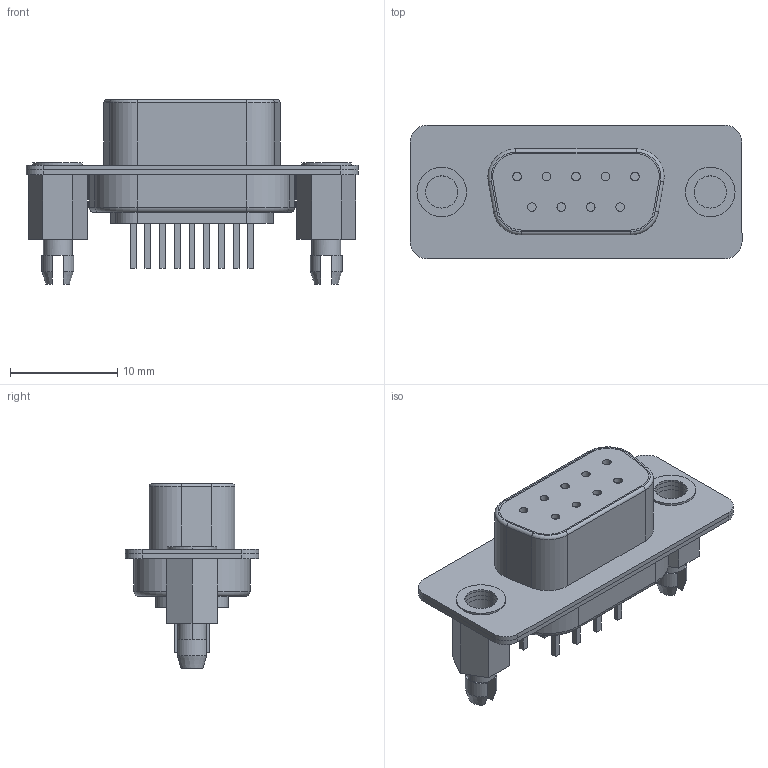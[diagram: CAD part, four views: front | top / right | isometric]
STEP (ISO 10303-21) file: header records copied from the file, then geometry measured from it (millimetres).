
FILE_DESCRIPTION((''),'2;1');
FILE_NAME('AMPHENOL_L77SDEH09SOL2RM5.stp','2012-06-05T10:02:02',(''),(''),'Mechanical Desktop 2011','Mechanical Desktop 2011',', , ');
FILE_SCHEMA(('AUTOMOTIVE_DESIGN { 1 2 10303 214 1 1 1 1 }'));
Length unit declared in the file: millimetre
Products named in the file (1): Product
Bounding box: 30.89 x 12.42 x 17.2 mm (x, y, z)
Volume: 2374.5 mm3; surface area: 4121.7 mm2
Topology: 32 solids, 32 shells, 285 faces, 600 edges, 392 vertices
Faces by surface type: plane 165, cylinder 108, torus 8, cone 4
Entity records: 7706 total; most frequent: DIRECTION 1400, CARTESIAN_POINT 1294, ORIENTED_EDGE 1200, EDGE_CURVE 600, AXIS2_PLACEMENT_3D 522, VERTEX_POINT 392, VECTOR 356, LINE 356
